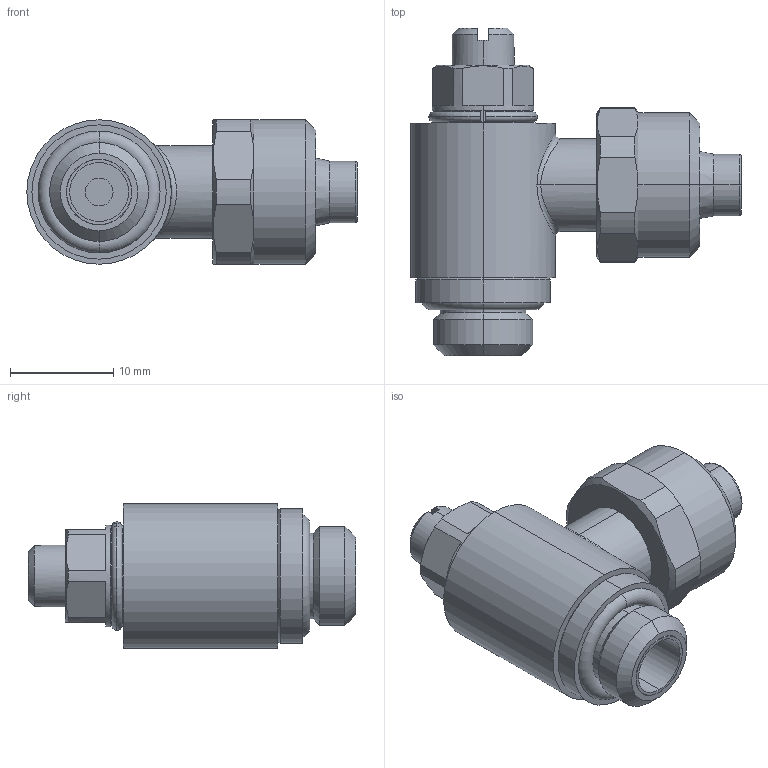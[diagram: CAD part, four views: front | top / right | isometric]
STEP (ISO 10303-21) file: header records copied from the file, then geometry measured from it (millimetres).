
FILE_DESCRIPTION (( 'STEP AP203' ), '1' );
FILE_NAME ('04100V41.STEP', '2010-04-19T13:20:13', ( '' ), ( 'sopra-pneumatic' ), 'SwSTEP 2.0', 'SolidWorks 2009', '' );
FILE_SCHEMA (( 'CONFIG_CONTROL_DESIGN' ));
Length unit declared in the file: millimetre
Products named in the file (1): 04100V41
Bounding box: 32 x 31.75 x 14 mm (x, y, z)
Volume: 5141.3 mm3; surface area: 2722.4 mm2
Topology: 2 solids, 4 shells, 122 faces, 269 edges, 170 vertices
Faces by surface type: plane 43, cylinder 43, cone 28, torus 6, bspline 2
Entity records: 4593 total; most frequent: CARTESIAN_POINT 1800, DIRECTION 597, ORIENTED_EDGE 538, EDGE_CURVE 269, AXIS2_PLACEMENT_3D 252, VERTEX_POINT 170, EDGE_LOOP 137, CIRCLE 131
